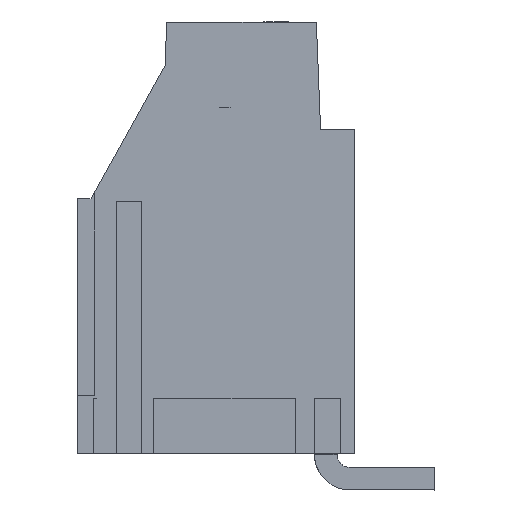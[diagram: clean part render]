
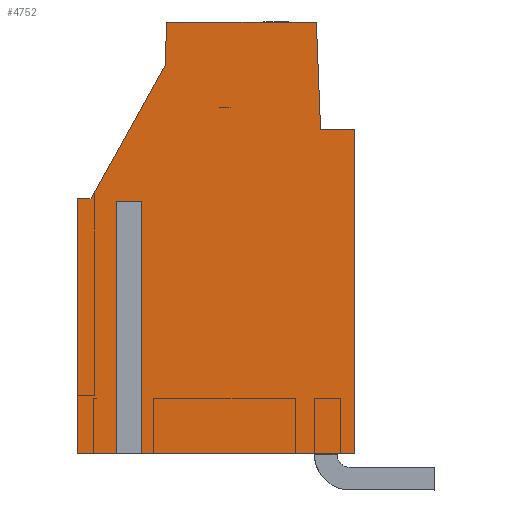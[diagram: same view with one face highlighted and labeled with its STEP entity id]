
A CAD part, left-side view. The second image highlights one B-rep face of the part: STEP entity #4752.
In plain terms, the highlighted planar face has unit normal (-1, 0, 0).
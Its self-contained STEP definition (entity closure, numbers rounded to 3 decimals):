
#4653=AXIS2_PLACEMENT_3D('Plane Axis2P3D',#4650,#4651,#4652) ;
#4553=CARTESIAN_POINT('Line Origine',(0.65,7.676,18.57)) ;
#4557=CARTESIAN_POINT('Vertex',(0.65,10.646,18.57)) ;
#4559=CARTESIAN_POINT('Vertex',(0.65,4.705,18.57)) ;
#4650=CARTESIAN_POINT('Axis2P3D Location',(0.65,-1.268,0.)) ;
#4655=CARTESIAN_POINT('Line Origine',(0.65,12.35,6.45)) ;
#4659=CARTESIAN_POINT('Vertex',(0.65,12.35,1.45)) ;
#4661=CARTESIAN_POINT('Vertex',(0.65,12.35,11.45)) ;
#4664=CARTESIAN_POINT('Line Origine',(0.65,12.15,11.45)) ;
#4668=CARTESIAN_POINT('Vertex',(0.65,11.95,11.45)) ;
#4671=CARTESIAN_POINT('Line Origine',(0.65,11.95,6.45)) ;
#4675=CARTESIAN_POINT('Vertex',(0.65,11.95,1.45)) ;
#4678=CARTESIAN_POINT('Line Origine',(0.65,7.575,1.45)) ;
#4682=CARTESIAN_POINT('Vertex',(0.65,3.2,1.45)) ;
#4685=CARTESIAN_POINT('Line Origine',(0.65,3.2,7.875)) ;
#4689=CARTESIAN_POINT('Vertex',(0.65,3.2,14.3)) ;
#4692=CARTESIAN_POINT('Line Origine',(0.65,3.869,14.3)) ;
#4696=CARTESIAN_POINT('Vertex',(0.65,4.538,14.3)) ;
#4699=CARTESIAN_POINT('Line Origine',(0.65,4.622,16.435)) ;
#4704=CARTESIAN_POINT('Line Origine',(0.65,10.676,17.71)) ;
#4708=CARTESIAN_POINT('Vertex',(0.65,10.706,16.849)) ;
#4711=CARTESIAN_POINT('Line Origine',(0.65,12.176,14.2)) ;
#4715=CARTESIAN_POINT('Vertex',(0.65,13.645,11.55)) ;
#4718=CARTESIAN_POINT('Line Origine',(0.65,13.923,11.55)) ;
#4722=CARTESIAN_POINT('Vertex',(0.65,14.2,11.55)) ;
#4725=CARTESIAN_POINT('Line Origine',(0.65,14.2,6.5)) ;
#4729=CARTESIAN_POINT('Vertex',(0.65,14.2,1.45)) ;
#4732=CARTESIAN_POINT('Line Origine',(0.65,13.275,1.45)) ;
#4554=DIRECTION('Vector Direction',(0.,1.,0.)) ;
#4651=DIRECTION('Axis2P3D Direction',(1.,0.,0.)) ;
#4652=DIRECTION('Axis2P3D XDirection',(0.,1.,0.)) ;
#4656=DIRECTION('Vector Direction',(0.,0.,1.)) ;
#4665=DIRECTION('Vector Direction',(0.,-1.,0.)) ;
#4672=DIRECTION('Vector Direction',(0.,0.,1.)) ;
#4679=DIRECTION('Vector Direction',(0.,1.,0.)) ;
#4686=DIRECTION('Vector Direction',(0.,0.,1.)) ;
#4693=DIRECTION('Vector Direction',(0.,1.,0.)) ;
#4700=DIRECTION('Vector Direction',(0.,-0.039,-0.999)) ;
#4705=DIRECTION('Vector Direction',(0.,0.035,-0.999)) ;
#4712=DIRECTION('Vector Direction',(0.,-0.485,0.875)) ;
#4719=DIRECTION('Vector Direction',(0.,-1.,0.)) ;
#4726=DIRECTION('Vector Direction',(0.,0.,-1.)) ;
#4733=DIRECTION('Vector Direction',(0.,1.,0.)) ;
#4555=VECTOR('Line Direction',#4554,1.) ;
#4657=VECTOR('Line Direction',#4656,1.) ;
#4666=VECTOR('Line Direction',#4665,1.) ;
#4673=VECTOR('Line Direction',#4672,1.) ;
#4680=VECTOR('Line Direction',#4679,1.) ;
#4687=VECTOR('Line Direction',#4686,1.) ;
#4694=VECTOR('Line Direction',#4693,1.) ;
#4701=VECTOR('Line Direction',#4700,1.) ;
#4706=VECTOR('Line Direction',#4705,1.) ;
#4713=VECTOR('Line Direction',#4712,1.) ;
#4720=VECTOR('Line Direction',#4719,1.) ;
#4727=VECTOR('Line Direction',#4726,1.) ;
#4734=VECTOR('Line Direction',#4733,1.) ;
#4738=ORIENTED_EDGE('',*,*,#4663,.T.) ;
#4739=ORIENTED_EDGE('',*,*,#4670,.T.) ;
#4740=ORIENTED_EDGE('',*,*,#4677,.F.) ;
#4741=ORIENTED_EDGE('',*,*,#4684,.F.) ;
#4742=ORIENTED_EDGE('',*,*,#4691,.F.) ;
#4743=ORIENTED_EDGE('',*,*,#4698,.F.) ;
#4744=ORIENTED_EDGE('',*,*,#4703,.F.) ;
#4745=ORIENTED_EDGE('',*,*,#4561,.F.) ;
#4746=ORIENTED_EDGE('',*,*,#4710,.F.) ;
#4747=ORIENTED_EDGE('',*,*,#4717,.F.) ;
#4748=ORIENTED_EDGE('',*,*,#4724,.F.) ;
#4749=ORIENTED_EDGE('',*,*,#4731,.F.) ;
#4750=ORIENTED_EDGE('',*,*,#4736,.F.) ;
#4752=ADVANCED_FACE('3',(#4751),#4654,.F.) ;
#4561=EDGE_CURVE('',#4558,#4560,#4556,.F.) ;
#4663=EDGE_CURVE('',#4660,#4662,#4658,.T.) ;
#4670=EDGE_CURVE('',#4662,#4669,#4667,.T.) ;
#4677=EDGE_CURVE('',#4676,#4669,#4674,.T.) ;
#4684=EDGE_CURVE('',#4683,#4676,#4681,.T.) ;
#4691=EDGE_CURVE('',#4690,#4683,#4688,.F.) ;
#4698=EDGE_CURVE('',#4697,#4690,#4695,.F.) ;
#4703=EDGE_CURVE('',#4560,#4697,#4702,.T.) ;
#4710=EDGE_CURVE('',#4709,#4558,#4707,.F.) ;
#4717=EDGE_CURVE('',#4716,#4709,#4714,.T.) ;
#4724=EDGE_CURVE('',#4723,#4716,#4721,.T.) ;
#4731=EDGE_CURVE('',#4730,#4723,#4728,.F.) ;
#4736=EDGE_CURVE('',#4660,#4730,#4735,.T.) ;
#4737=EDGE_LOOP('',(#4738,#4739,#4740,#4741,#4742,#4743,#4744,#4745,#4746,#4747,#4748,#4749,#4750)) ;
#4751=FACE_OUTER_BOUND('',#4737,.T.) ;
#4556=LINE('Line',#4553,#4555) ;
#4658=LINE('Line',#4655,#4657) ;
#4667=LINE('Line',#4664,#4666) ;
#4674=LINE('Line',#4671,#4673) ;
#4681=LINE('Line',#4678,#4680) ;
#4688=LINE('Line',#4685,#4687) ;
#4695=LINE('Line',#4692,#4694) ;
#4702=LINE('Line',#4699,#4701) ;
#4707=LINE('Line',#4704,#4706) ;
#4714=LINE('Line',#4711,#4713) ;
#4721=LINE('Line',#4718,#4720) ;
#4728=LINE('Line',#4725,#4727) ;
#4735=LINE('Line',#4732,#4734) ;
#4654=PLANE('',#4653) ;
#4558=VERTEX_POINT('',#4557) ;
#4560=VERTEX_POINT('',#4559) ;
#4660=VERTEX_POINT('',#4659) ;
#4662=VERTEX_POINT('',#4661) ;
#4669=VERTEX_POINT('',#4668) ;
#4676=VERTEX_POINT('',#4675) ;
#4683=VERTEX_POINT('',#4682) ;
#4690=VERTEX_POINT('',#4689) ;
#4697=VERTEX_POINT('',#4696) ;
#4709=VERTEX_POINT('',#4708) ;
#4716=VERTEX_POINT('',#4715) ;
#4723=VERTEX_POINT('',#4722) ;
#4730=VERTEX_POINT('',#4729) ;
